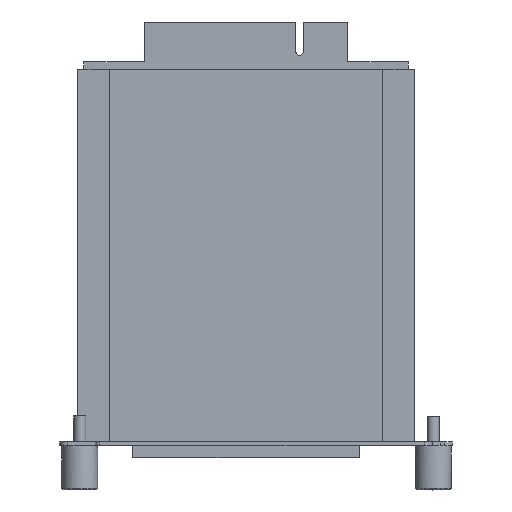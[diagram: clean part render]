
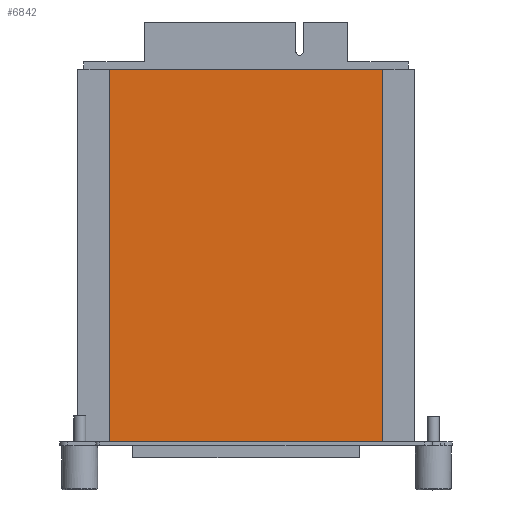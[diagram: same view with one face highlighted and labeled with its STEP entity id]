
A CAD part, top view. The second image highlights one B-rep face of the part: STEP entity #6842.
In plain terms, the highlighted planar face has unit normal (0, 0, 1).
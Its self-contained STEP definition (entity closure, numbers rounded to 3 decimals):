
#6829=AXIS2_PLACEMENT_3D('Plane Axis2P3D',#6826,#6827,#6828) ;
#56=CARTESIAN_POINT('Vertex',(81.5,12.144,35.65)) ;
#59=CARTESIAN_POINT('Line Origine',(47.,12.144,35.65)) ;
#63=CARTESIAN_POINT('Vertex',(12.5,12.144,35.65)) ;
#6421=CARTESIAN_POINT('Vertex',(12.5,106.144,35.65)) ;
#6424=CARTESIAN_POINT('Line Origine',(47.,106.144,35.65)) ;
#6428=CARTESIAN_POINT('Vertex',(81.5,106.144,35.65)) ;
#6813=CARTESIAN_POINT('Line Origine',(81.5,59.144,35.65)) ;
#6826=CARTESIAN_POINT('Axis2P3D Location',(12.5,12.144,35.65)) ;
#6831=CARTESIAN_POINT('Line Origine',(12.5,59.144,35.65)) ;
#60=DIRECTION('Vector Direction',(1.,0.,0.)) ;
#6425=DIRECTION('Vector Direction',(1.,0.,0.)) ;
#6814=DIRECTION('Vector Direction',(0.,1.,0.)) ;
#6827=DIRECTION('Axis2P3D Direction',(0.,0.,1.)) ;
#6828=DIRECTION('Axis2P3D XDirection',(1.,0.,0.)) ;
#6832=DIRECTION('Vector Direction',(0.,1.,0.)) ;
#61=VECTOR('Line Direction',#60,1.) ;
#6426=VECTOR('Line Direction',#6425,1.) ;
#6815=VECTOR('Line Direction',#6814,1.) ;
#6833=VECTOR('Line Direction',#6832,1.) ;
#6837=ORIENTED_EDGE('',*,*,#6835,.F.) ;
#6838=ORIENTED_EDGE('',*,*,#65,.T.) ;
#6839=ORIENTED_EDGE('',*,*,#6817,.T.) ;
#6840=ORIENTED_EDGE('',*,*,#6430,.F.) ;
#6842=ADVANCED_FACE('GEHAEUSE',(#6841),#6830,.T.) ;
#65=EDGE_CURVE('',#64,#57,#62,.T.) ;
#6430=EDGE_CURVE('',#6422,#6429,#6427,.T.) ;
#6817=EDGE_CURVE('',#57,#6429,#6816,.T.) ;
#6835=EDGE_CURVE('',#64,#6422,#6834,.T.) ;
#6836=EDGE_LOOP('',(#6837,#6838,#6839,#6840)) ;
#6841=FACE_OUTER_BOUND('',#6836,.T.) ;
#62=LINE('Line',#59,#61) ;
#6427=LINE('Line',#6424,#6426) ;
#6816=LINE('Line',#6813,#6815) ;
#6834=LINE('Line',#6831,#6833) ;
#6830=PLANE('',#6829) ;
#57=VERTEX_POINT('',#56) ;
#64=VERTEX_POINT('',#63) ;
#6422=VERTEX_POINT('',#6421) ;
#6429=VERTEX_POINT('',#6428) ;
